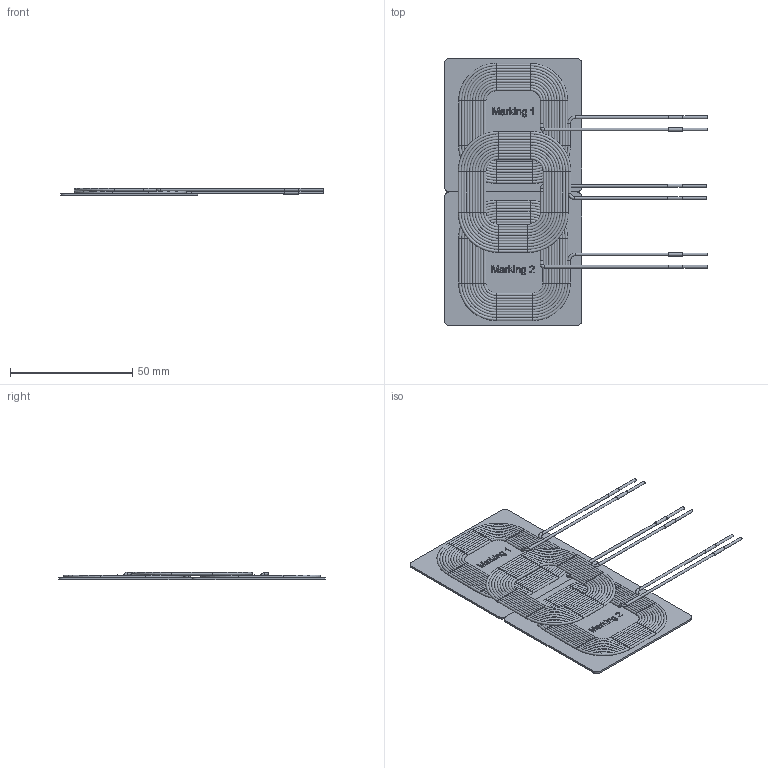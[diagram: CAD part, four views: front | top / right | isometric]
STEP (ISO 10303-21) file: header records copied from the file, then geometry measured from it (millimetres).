
FILE_DESCRIPTION( ( 'Unknown' ), '1' );
FILE_NAME( '760308103145.stp', 'Unknown', ( 'Unknown' ), ( 'Unknown' ), 'PSStep 19.0.9', 'Unknown', ' ' );
FILE_SCHEMA( ( 'AUTOMOTIVE_DESIGN { 1 0 10303 214 1 1 1 1 }' ) );
Length unit declared in the file: millimetre
Products named in the file (5): Assem1; Ferrite; Bottom Coil; Top Coil; Ferrite_2
Assembly tree (5 placements, depth 2):
  Assem1
    Ferrite
    Bottom Coil  x2
    Top Coil
    Ferrite_2
Bounding box: 107.37 x 109 x 3.18 mm (x, y, z)
Volume: 8859.4 mm3; surface area: 27005.3 mm2
Topology: 5 solids, 5 shells, 467 faces, 1029 edges, 606 vertices
Faces by surface type: plane 153, cylinder 149, torus 126, extrusion 36, bspline 3
Full cylindrical faces by diameter (mm): 1.1 x135, 1.3 x6
Entity records: 13928 total; most frequent: CARTESIAN_POINT 3803, ORIENTED_EDGE 1294, DIRECTION 1293, EDGE_CURVE 647, EDGE_LOOP 583, FACE_OUTER_BOUND 553, AXIS2_PLACEMENT_3D 545, VERTEX_POINT 496
